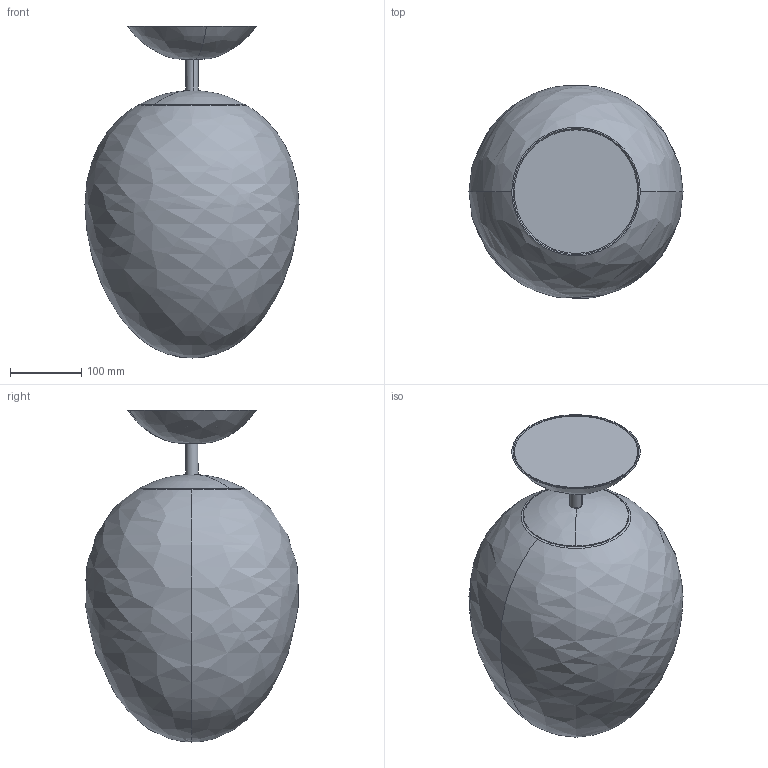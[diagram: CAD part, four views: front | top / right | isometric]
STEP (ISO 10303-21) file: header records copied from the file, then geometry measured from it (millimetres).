
FILE_DESCRIPTION(/* description */ (''),/* implementation_level */ '2;1');
FILE_NAME(/* name */ 'Stellar Nebula Ceiling',/* time_stamp */ '2022-12-01T17:00:38+01:00',/* author */ (''),/* organization */ (''),/* preprocessor_version */ 'ST-DEVELOPER v16.5',/* originating_system */ 'Rhino 7.22',/* authorisation */ '');
FILE_SCHEMA (('AUTOMOTIVE_DESIGN'));
Length unit declared in the file: millimetre
Products named in the file (1): Document
Bounding box: 299.99 x 297.52 x 465.15 mm (x, y, z)
Volume: 2011583.5 mm3; surface area: 850572.1 mm2
Topology: 9 solids, 10 shells, 557 faces, 1555 edges, 1029 vertices
Faces by surface type: plane 419, bspline 84, cylinder 54
Entity records: 19489 total; most frequent: CARTESIAN_POINT 9154, ORIENTED_EDGE 3074, EDGE_CURVE 1542, B_SPLINE_CURVE_WITH_KNOTS 1421, VERTEX_POINT 1025, EDGE_LOOP 582, ADVANCED_FACE 557, FACE_OUTER_BOUND 557
